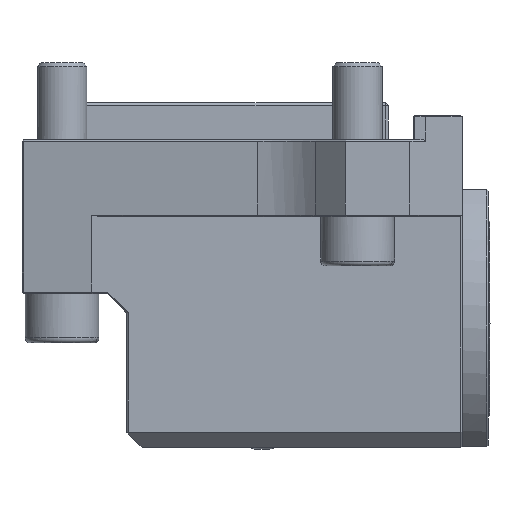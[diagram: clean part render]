
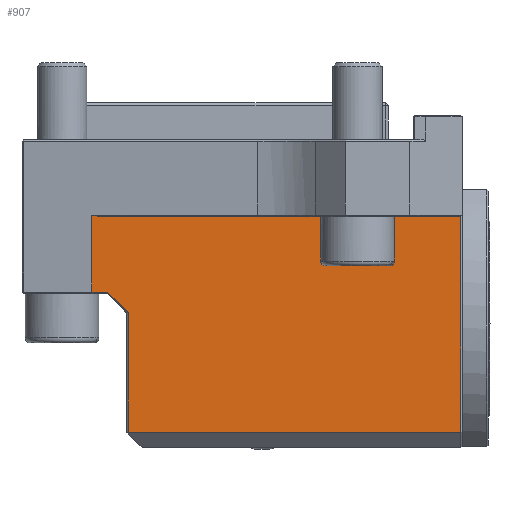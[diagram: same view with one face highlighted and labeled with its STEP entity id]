
A CAD part, front view. The second image highlights one B-rep face of the part: STEP entity #907.
In plain terms, the highlighted planar face has unit normal (0, -1, 0).
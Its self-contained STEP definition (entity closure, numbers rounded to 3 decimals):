
#253=LINE('',#5277,#567);
#254=LINE('',#5280,#568);
#255=LINE('',#5282,#569);
#256=LINE('',#5284,#570);
#257=LINE('',#5285,#571);
#258=LINE('',#5287,#572);
#259=LINE('',#5289,#573);
#260=LINE('',#5291,#574);
#567=VECTOR('',#3553,1.);
#568=VECTOR('',#3554,1.);
#569=VECTOR('',#3555,1.);
#570=VECTOR('',#3556,1.);
#571=VECTOR('',#3557,1.);
#572=VECTOR('',#3558,1.);
#573=VECTOR('',#3559,1.);
#574=VECTOR('',#3560,1.);
#907=ADVANCED_FACE('',(#1223),#1068,.F.);
#1068=PLANE('',#3046);
#1223=FACE_OUTER_BOUND('',#1422,.T.);
#1422=EDGE_LOOP('',(#1929,#1930,#1931,#1932,#1933,#1934,#1935,#1936));
#1929=ORIENTED_EDGE('',*,*,#2764,.T.);
#1930=ORIENTED_EDGE('',*,*,#2765,.T.);
#1931=ORIENTED_EDGE('',*,*,#2766,.T.);
#1932=ORIENTED_EDGE('',*,*,#2767,.T.);
#1933=ORIENTED_EDGE('',*,*,#2768,.F.);
#1934=ORIENTED_EDGE('',*,*,#2769,.T.);
#1935=ORIENTED_EDGE('',*,*,#2770,.T.);
#1936=ORIENTED_EDGE('',*,*,#2771,.T.);
#2446=VERTEX_POINT('',#5270);
#2449=VERTEX_POINT('',#5278);
#2450=VERTEX_POINT('',#5279);
#2451=VERTEX_POINT('',#5281);
#2452=VERTEX_POINT('',#5283);
#2453=VERTEX_POINT('',#5286);
#2454=VERTEX_POINT('',#5288);
#2455=VERTEX_POINT('',#5290);
#2764=EDGE_CURVE('',#2449,#2450,#253,.T.);
#2765=EDGE_CURVE('',#2450,#2451,#254,.T.);
#2766=EDGE_CURVE('',#2451,#2452,#255,.T.);
#2767=EDGE_CURVE('',#2452,#2446,#256,.T.);
#2768=EDGE_CURVE('',#2453,#2446,#257,.T.);
#2769=EDGE_CURVE('',#2453,#2454,#258,.T.);
#2770=EDGE_CURVE('',#2454,#2455,#259,.T.);
#2771=EDGE_CURVE('',#2455,#2449,#260,.T.);
#3046=AXIS2_PLACEMENT_3D('',#5292,#3561,#3562);
#3553=DIRECTION('',(0.707,0.,-0.707));
#3554=DIRECTION('',(0.,0.,-1.));
#3555=DIRECTION('',(1.,0.,0.));
#3556=DIRECTION('',(0.,0.,1.));
#3557=DIRECTION('',(1.,0.,0.));
#3558=DIRECTION('',(-0.985,0.,0.171));
#3559=DIRECTION('',(0.,0.,-1.));
#3560=DIRECTION('',(1.,0.,0.));
#3561=DIRECTION('',(0.,1.,0.));
#3562=DIRECTION('',(1.,0.,0.));
#5270=CARTESIAN_POINT('',(15.5,-64.,-25.));
#5277=CARTESIAN_POINT('',(-95.796,-64.,-52.796));
#5278=CARTESIAN_POINT('',(-99.093,-64.,-49.5));
#5279=CARTESIAN_POINT('',(-92.5,-64.,-56.093));
#5280=CARTESIAN_POINT('',(-92.5,-64.,-50.));
#5281=CARTESIAN_POINT('',(-92.5,-64.,-95.));
#5282=CARTESIAN_POINT('',(16.,-64.,-95.));
#5283=CARTESIAN_POINT('',(15.5,-64.,-95.));
#5284=CARTESIAN_POINT('',(15.5,-64.,-25.));
#5285=CARTESIAN_POINT('',(-104.315,-64.,-25.));
#5286=CARTESIAN_POINT('',(-101.435,-64.,-25.));
#5287=CARTESIAN_POINT('',(-89.033,-64.,-27.154));
#5288=CARTESIAN_POINT('',(-104.315,-64.,-24.5));
#5289=CARTESIAN_POINT('',(-104.315,-64.,-25.));
#5290=CARTESIAN_POINT('',(-104.315,-64.,-49.5));
#5291=CARTESIAN_POINT('',(-99.3,-64.,-49.5));
#5292=CARTESIAN_POINT('',(-93.,-64.,-50.));
